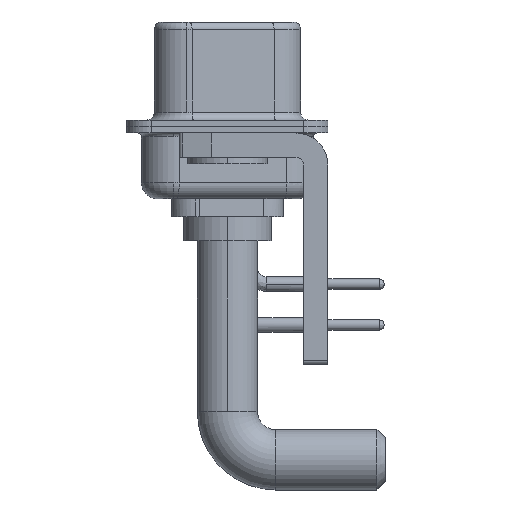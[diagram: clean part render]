
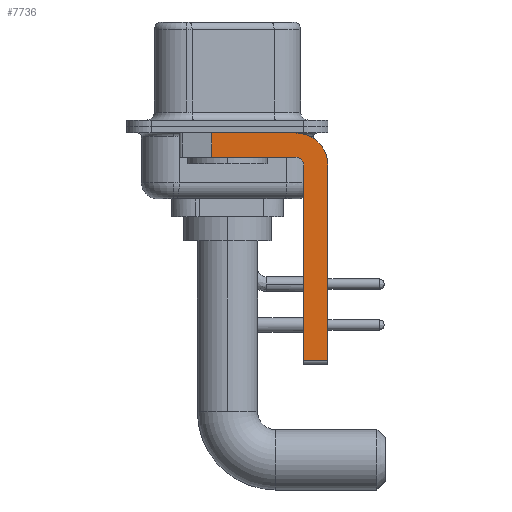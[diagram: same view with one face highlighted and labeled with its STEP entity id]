
A CAD part, left-side view. The second image highlights one B-rep face of the part: STEP entity #7736.
In plain terms, the highlighted planar face has unit normal (-1, 0, 0).
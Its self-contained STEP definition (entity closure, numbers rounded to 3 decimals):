
#231 = DIRECTION ( 'NONE',  ( 0., 0., 1. ) ) ;
#341 = EDGE_CURVE ( 'NONE', #19997, #8398, #5681, .T. ) ;
#875 = DIRECTION ( 'NONE',  ( 0., 0., -1. ) ) ;
#1005 = VERTEX_POINT ( 'NONE', #19610 ) ;
#1469 = EDGE_CURVE ( 'NONE', #23209, #20980, #4410, .T. ) ;
#1957 = VERTEX_POINT ( 'NONE', #3654 ) ;
#2526 = CARTESIAN_POINT ( 'NONE',  ( -2.9, -6.25, -2.4 ) ) ;
#2643 = ORIENTED_EDGE ( 'NONE', *, *, #16137, .F. ) ;
#2736 = AXIS2_PLACEMENT_3D ( 'NONE', #14272, #3099, #25896 ) ;
#3099 = DIRECTION ( 'NONE',  ( 1., 0., 0. ) ) ;
#3162 = CARTESIAN_POINT ( 'NONE',  ( -2.9, -4.25, -2.4 ) ) ;
#3654 = CARTESIAN_POINT ( 'NONE',  ( -2.9, -6.25, -14.55 ) ) ;
#3979 = ORIENTED_EDGE ( 'NONE', *, *, #341, .T. ) ;
#4017 = CARTESIAN_POINT ( 'NONE',  ( -2.9, -4.25, -14.55 ) ) ;
#4410 = CIRCLE ( 'NONE', #20624, 2. ) ;
#4546 = CARTESIAN_POINT ( 'NONE',  ( -2.9, -4.25, -2.4 ) ) ;
#5134 = CARTESIAN_POINT ( 'NONE',  ( -2.9, -6.25, -2.4 ) ) ;
#5533 = LINE ( 'NONE', #14376, #9812 ) ;
#5681 = LINE ( 'NONE', #25566, #15488 ) ;
#5787 = EDGE_CURVE ( 'NONE', #1005, #1957, #15164, .T. ) ;
#6529 = CARTESIAN_POINT ( 'NONE',  ( -2.9, 0.978, -0.4 ) ) ;
#6732 = ORIENTED_EDGE ( 'NONE', *, *, #5787, .T. ) ;
#7533 = ORIENTED_EDGE ( 'NONE', *, *, #27842, .F. ) ;
#7736 = ADVANCED_FACE ( 'NONE', ( #12400 ), #10233, .F. ) ;
#8398 = VERTEX_POINT ( 'NONE', #19771 ) ;
#8622 = DIRECTION ( 'NONE',  ( 1., 0., 0. ) ) ;
#9591 = CARTESIAN_POINT ( 'NONE',  ( -2.9, -4.25, -1.9 ) ) ;
#9812 = VECTOR ( 'NONE', #17149, 1000. ) ;
#10168 = EDGE_LOOP ( 'NONE', ( #11795, #3979, #2643, #18877, #24440, #6732, #7533, #20499 ) ) ;
#10202 = VECTOR ( 'NONE', #18175, 1000. ) ;
#10233 = PLANE ( 'NONE',  #2736 ) ;
#11795 = ORIENTED_EDGE ( 'NONE', *, *, #17497, .F. ) ;
#12347 = EDGE_CURVE ( 'NONE', #1005, #20846, #20262, .T. ) ;
#12400 = FACE_OUTER_BOUND ( 'NONE', #10168, .T. ) ;
#13918 = VECTOR ( 'NONE', #23975, 1000. ) ;
#14272 = CARTESIAN_POINT ( 'NONE',  ( -2.9, -4.25, -2.4 ) ) ;
#14376 = CARTESIAN_POINT ( 'NONE',  ( -2.9, 3., -0.4 ) ) ;
#15164 = LINE ( 'NONE', #4017, #23599 ) ;
#15488 = VECTOR ( 'NONE', #875, 1000. ) ;
#16137 = EDGE_CURVE ( 'NONE', #16651, #8398, #27435, .T. ) ;
#16388 = DIRECTION ( 'NONE',  ( -1., 0., 0. ) ) ;
#16651 = VERTEX_POINT ( 'NONE', #23758 ) ;
#17149 = DIRECTION ( 'NONE',  ( 0., -1., 0. ) ) ;
#17497 = EDGE_CURVE ( 'NONE', #19997, #23209, #5533, .T. ) ;
#18149 = DIRECTION ( 'NONE',  ( 0., 0., 1. ) ) ;
#18175 = DIRECTION ( 'NONE',  ( 0., 1., 0. ) ) ;
#18877 = ORIENTED_EDGE ( 'NONE', *, *, #19270, .F. ) ;
#19270 = EDGE_CURVE ( 'NONE', #20846, #16651, #25240, .T. ) ;
#19610 = CARTESIAN_POINT ( 'NONE',  ( -2.9, -4.75, -14.55 ) ) ;
#19771 = CARTESIAN_POINT ( 'NONE',  ( -2.9, 0.978, -1.9 ) ) ;
#19891 = CARTESIAN_POINT ( 'NONE',  ( -2.9, -4.25, -0.4 ) ) ;
#19928 = DIRECTION ( 'NONE',  ( 0., 0., -1. ) ) ;
#19997 = VERTEX_POINT ( 'NONE', #6529 ) ;
#20262 = LINE ( 'NONE', #26641, #22681 ) ;
#20499 = ORIENTED_EDGE ( 'NONE', *, *, #1469, .F. ) ;
#20624 = AXIS2_PLACEMENT_3D ( 'NONE', #4546, #8622, #19928 ) ;
#20846 = VERTEX_POINT ( 'NONE', #21569 ) ;
#20980 = VERTEX_POINT ( 'NONE', #2526 ) ;
#21569 = CARTESIAN_POINT ( 'NONE',  ( -2.9, -4.75, -2.4 ) ) ;
#22681 = VECTOR ( 'NONE', #231, 1000. ) ;
#23209 = VERTEX_POINT ( 'NONE', #19891 ) ;
#23599 = VECTOR ( 'NONE', #26493, 1000. ) ;
#23758 = CARTESIAN_POINT ( 'NONE',  ( -2.9, -4.25, -1.9 ) ) ;
#23975 = DIRECTION ( 'NONE',  ( 0., 0., -1. ) ) ;
#24440 = ORIENTED_EDGE ( 'NONE', *, *, #12347, .F. ) ;
#25011 = LINE ( 'NONE', #5134, #13918 ) ;
#25240 = CIRCLE ( 'NONE', #27089, 0.5 ) ;
#25566 = CARTESIAN_POINT ( 'NONE',  ( -2.9, 0.978, -1.9 ) ) ;
#25896 = DIRECTION ( 'NONE',  ( 0., 0., -1. ) ) ;
#26493 = DIRECTION ( 'NONE',  ( 0., -1., 0. ) ) ;
#26641 = CARTESIAN_POINT ( 'NONE',  ( -2.9, -4.75, -14.8 ) ) ;
#27089 = AXIS2_PLACEMENT_3D ( 'NONE', #3162, #16388, #18149 ) ;
#27435 = LINE ( 'NONE', #9591, #10202 ) ;
#27842 = EDGE_CURVE ( 'NONE', #20980, #1957, #25011, .T. ) ;
